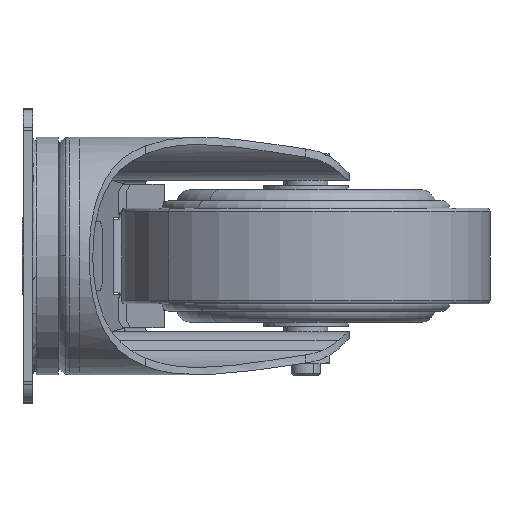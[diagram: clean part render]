
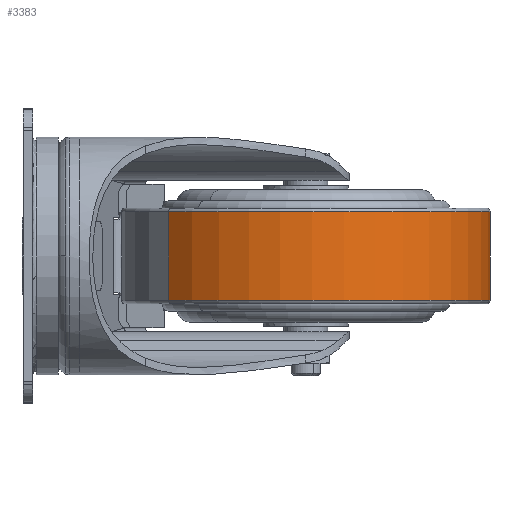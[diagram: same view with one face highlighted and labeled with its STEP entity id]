
A CAD part, left-side view. The second image highlights one B-rep face of the part: STEP entity #3383.
In plain terms, the highlighted cylindrical face has radius 50 mm (diameter 100 mm), a partial arc.
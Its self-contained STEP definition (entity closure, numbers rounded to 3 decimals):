
#459 = CARTESIAN_POINT ( 'NONE',  ( 65.402, -113.801, 0. ) ) ;
#561 = DIRECTION ( 'NONE',  ( 0., 0., -1. ) ) ;
#1199 = AXIS2_PLACEMENT_3D ( 'NONE', #6559, #21208, #19437 ) ;
#1665 = CARTESIAN_POINT ( 'NONE',  ( 32., -76.595, -12. ) ) ;
#1969 = FACE_OUTER_BOUND ( 'NONE', #2567, .T. ) ;
#2376 = LINE ( 'NONE', #11565, #12160 ) ;
#2565 = CIRCLE ( 'NONE', #17111, 50. ) ;
#2567 = EDGE_LOOP ( 'NONE', ( #8348, #10768, #22075, #6531 ) ) ;
#2933 = VERTEX_POINT ( 'NONE', #21476 ) ;
#3383 = ADVANCED_FACE ( 'NONE', ( #1969 ), #3985, .T. ) ;
#3507 = DIRECTION ( 'NONE',  ( 0.668, -0.744, 0. ) ) ;
#3657 = EDGE_CURVE ( 'NONE', #7312, #10784, #20092, .T. ) ;
#3985 = CYLINDRICAL_SURFACE ( 'NONE', #1199, 50. ) ;
#5381 = VECTOR ( 'NONE', #11298, 1000. ) ;
#5433 = CARTESIAN_POINT ( 'NONE',  ( 65.402, -113.801, -12. ) ) ;
#6531 = ORIENTED_EDGE ( 'NONE', *, *, #8395, .T. ) ;
#6559 = CARTESIAN_POINT ( 'NONE',  ( 32., -76.595, 0. ) ) ;
#7312 = VERTEX_POINT ( 'NONE', #18306 ) ;
#7481 = VERTEX_POINT ( 'NONE', #17162 ) ;
#7688 = DIRECTION ( 'NONE',  ( 0., 0., -1. ) ) ;
#8348 = ORIENTED_EDGE ( 'NONE', *, *, #3657, .F. ) ;
#8395 = EDGE_CURVE ( 'NONE', #2933, #10784, #2565, .T. ) ;
#10768 = ORIENTED_EDGE ( 'NONE', *, *, #21357, .T. ) ;
#10784 = VERTEX_POINT ( 'NONE', #5433 ) ;
#11298 = DIRECTION ( 'NONE',  ( 0., 0., -1. ) ) ;
#11565 = CARTESIAN_POINT ( 'NONE',  ( -1.402, -39.39, 0. ) ) ;
#12160 = VECTOR ( 'NONE', #561, 1000. ) ;
#13377 = EDGE_CURVE ( 'NONE', #7481, #2933, #2376, .T. ) ;
#14528 = DIRECTION ( 'NONE',  ( 0., 0., 1. ) ) ;
#14616 = AXIS2_PLACEMENT_3D ( 'NONE', #18740, #7688, #20594 ) ;
#14640 = CIRCLE ( 'NONE', #14616, 50. ) ;
#17111 = AXIS2_PLACEMENT_3D ( 'NONE', #1665, #14528, #3507 ) ;
#17162 = CARTESIAN_POINT ( 'NONE',  ( -1.402, -39.39, 12. ) ) ;
#18306 = CARTESIAN_POINT ( 'NONE',  ( 65.402, -113.801, 12. ) ) ;
#18740 = CARTESIAN_POINT ( 'NONE',  ( 32., -76.595, 12. ) ) ;
#19437 = DIRECTION ( 'NONE',  ( -0.668, 0.744, 0. ) ) ;
#20092 = LINE ( 'NONE', #459, #5381 ) ;
#20594 = DIRECTION ( 'NONE',  ( -0.668, 0.744, 0. ) ) ;
#21208 = DIRECTION ( 'NONE',  ( 0., 0., -1. ) ) ;
#21357 = EDGE_CURVE ( 'NONE', #7312, #7481, #14640, .T. ) ;
#21476 = CARTESIAN_POINT ( 'NONE',  ( -1.402, -39.39, -12. ) ) ;
#22075 = ORIENTED_EDGE ( 'NONE', *, *, #13377, .T. ) ;
